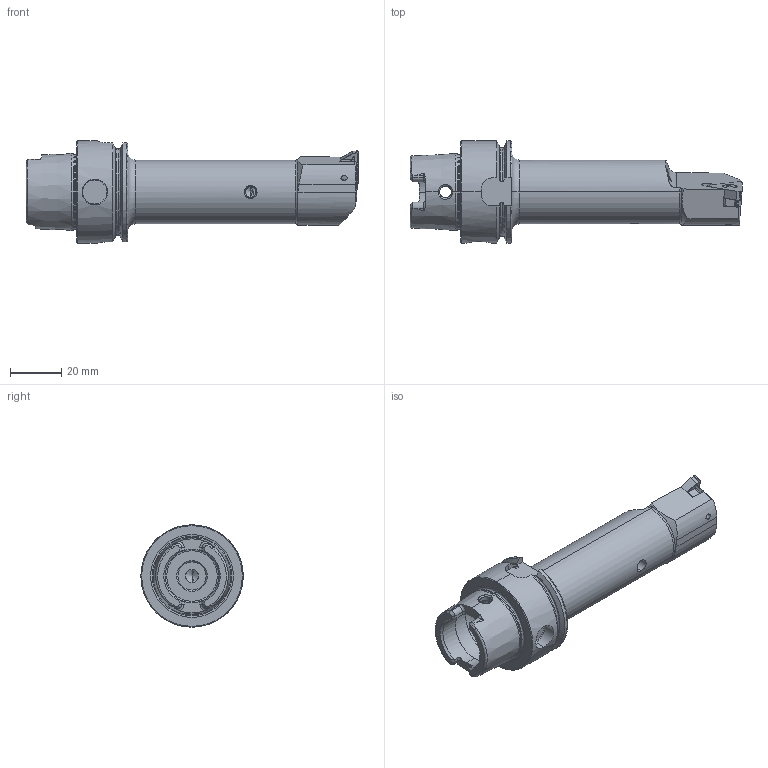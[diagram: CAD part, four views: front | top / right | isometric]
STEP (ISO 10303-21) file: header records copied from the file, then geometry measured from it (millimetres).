
FILE_DESCRIPTION (( 'STEP AP214' ), '1' );
FILE_NAME ('HA4-BGB.LGA.110.STEP', '2015-02-16T14:57:41', ( 'SWIAdmin' ), ( 'Hewlett-Packard Company' ), 'SwSTEP 2.0', 'SolidWorks 2012', '' );
FILE_SCHEMA (( 'AUTOMOTIVE_DESIGN' ));
Length unit declared in the file: millimetre
Products named in the file (6): WGB-ER3.001.007_A; LT16ER; WGB-ER2.102.003_A; WGB-ER2.001.012_A; HA4-BGB.LGA.110_A_Fertigbearbeitung; HA4-BGB.LGA.110
Assembly tree (5 placements, depth 2):
  HA4-BGB.LGA.110
    HA4-BGB.LGA.110_A_Fertigbearbeitung
    WGB-ER2.001.012_A
    WGB-ER2.102.003_A
    LT16ER
    WGB-ER3.001.007_A
Bounding box: 129.9 x 40 x 40 mm (x, y, z)
Volume: 63123.3 mm3; surface area: 18766.3 mm2
Topology: 5 solids, 5 shells, 324 faces, 846 edges, 528 vertices
Faces by surface type: cylinder 114, plane 111, cone 55, torus 40, bspline 4
Entity records: 12740 total; most frequent: CARTESIAN_POINT 3412, ORIENTED_EDGE 1676, DIRECTION 1646, EDGE_CURVE 838, AXIS2_PLACEMENT_3D 637, VERTEX_POINT 528, LINE 372, VECTOR 372
